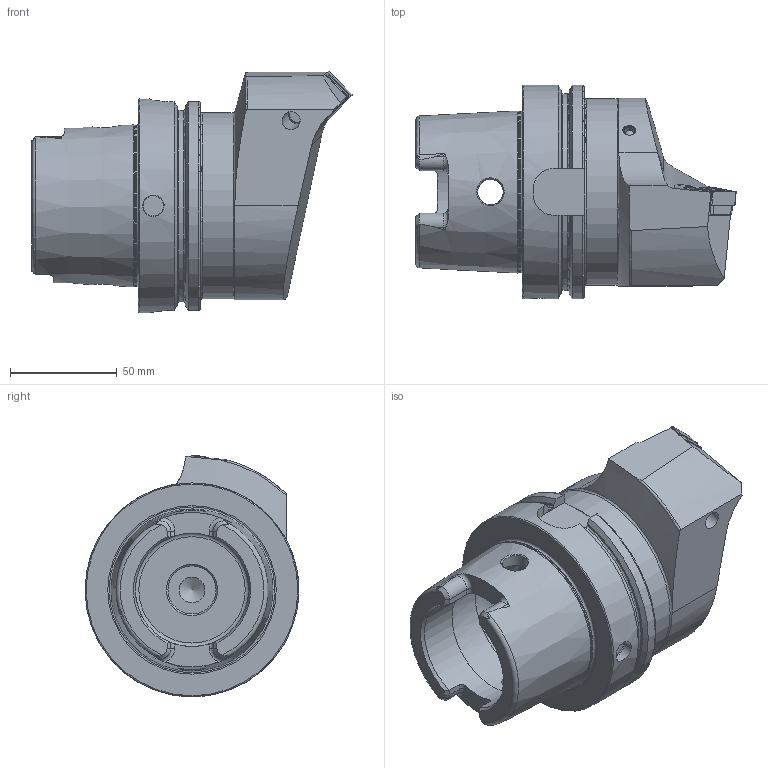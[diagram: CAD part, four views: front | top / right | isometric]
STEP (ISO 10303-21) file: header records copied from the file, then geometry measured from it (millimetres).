
FILE_DESCRIPTION (( 'STEP AP214' ), '1' );
FILE_NAME ('HA0.PSE.LSA.100.STEP', '2020-11-23T11:16:41', ( '' ), ( '' ), 'SwSTEP 2.0', 'SolidWorks 2017', '' );
FILE_SCHEMA (( 'AUTOMOTIVE_DESIGN' ));
Length unit declared in the file: millimetre
Products named in the file (8): KVT_MB_600_060; WCE-ER1.101.000; SNMG150612; HA0-PSE.LSA.100_A_Fertigbearbeitung; HA0.PSE.LSA.100; WCE-ER3.101.000_A; WCE-ER4.101.020_A; WSE-ER2.101.004_A
Assembly tree (7 placements, depth 2):
  HA0.PSE.LSA.100
    HA0-PSE.LSA.100_A_Fertigbearbeitung
    WSE-ER2.101.004_A
    WCE-ER1.101.000
    WCE-ER3.101.000_A
    WCE-ER4.101.020_A
    SNMG150612
    KVT_MB_600_060
Bounding box: 149.89 x 100 x 112.99 mm (x, y, z)
Volume: 546784.3 mm3; surface area: 72545.5 mm2
Topology: 8 solids, 8 shells, 303 faces, 784 edges, 492 vertices
Faces by surface type: plane 120, cylinder 75, cone 61, torus 31, bspline 15, sphere 1
Full cylindrical faces by diameter (mm): 3.55 x1, 5 x3, 6 x4, 6.35 x1, 6.4 x1, 7 x1, 7.9 x2, 8 x1, 8.05 x1, 8.4 x1, 10 x1, 12 x3, 22.5 x1, 26 x1, 53 x2, 63 x1, 75.265 x1, 87 x1, 100 x1
Entity records: 11864 total; most frequent: CARTESIAN_POINT 3926, ORIENTED_EDGE 1362, DIRECTION 1310, EDGE_CURVE 681, AXIS2_PLACEMENT_3D 515, VERTEX_POINT 466, EDGE_LOOP 387, FACE_OUTER_BOUND 341
